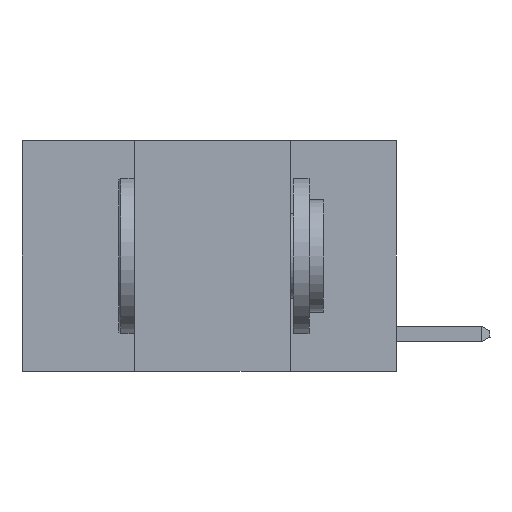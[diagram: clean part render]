
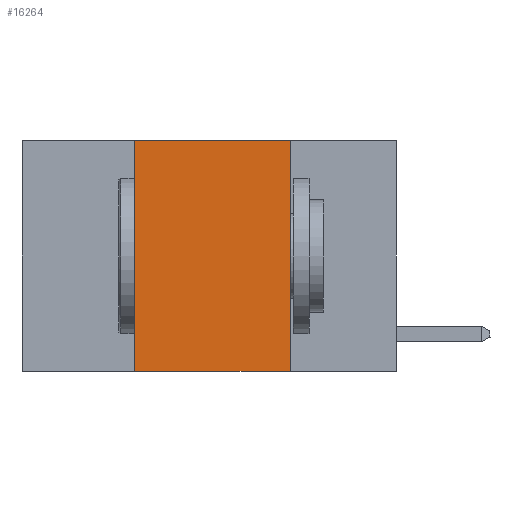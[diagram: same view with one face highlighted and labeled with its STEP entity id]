
A CAD part, left-side view. The second image highlights one B-rep face of the part: STEP entity #16264.
In plain terms, the highlighted planar face has unit normal (-1, 0, 0).
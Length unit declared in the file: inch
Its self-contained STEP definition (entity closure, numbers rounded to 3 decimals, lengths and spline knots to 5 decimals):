
#1181 = LINE ( 'NONE', #14433, #19039 ) ;
#1717 = EDGE_LOOP ( 'NONE', ( #5327, #19856, #2813, #4030 ) ) ;
#1982 = EDGE_CURVE ( 'NONE', #6167, #20394, #2846, .T. ) ;
#2813 = ORIENTED_EDGE ( 'NONE', *, *, #7353, .F. ) ;
#2846 = LINE ( 'NONE', #17867, #18408 ) ;
#2943 = FACE_OUTER_BOUND ( 'NONE', #1717, .T. ) ;
#4030 = ORIENTED_EDGE ( 'NONE', *, *, #26497, .T. ) ;
#4049 = VECTOR ( 'NONE', #4277, 39.37008 ) ;
#4277 = DIRECTION ( 'NONE',  ( 0., 0., 1. ) ) ;
#5327 = ORIENTED_EDGE ( 'NONE', *, *, #1982, .F. ) ;
#5824 = VERTEX_POINT ( 'NONE', #12981 ) ;
#6167 = VERTEX_POINT ( 'NONE', #11797 ) ;
#7233 = DIRECTION ( 'NONE',  ( 0., -1., 0. ) ) ;
#7353 = EDGE_CURVE ( 'NONE', #5824, #19357, #24223, .T. ) ;
#9637 = DIRECTION ( 'NONE',  ( 1., 0., 0. ) ) ;
#10387 = VECTOR ( 'NONE', #7233, 39.37008 ) ;
#10795 = AXIS2_PLACEMENT_3D ( 'NONE', #18664, #9637, #16504 ) ;
#11797 = CARTESIAN_POINT ( 'NONE',  ( 0., 0.17, 0. ) ) ;
#11942 = CARTESIAN_POINT ( 'NONE',  ( 0., 0.17, -0.37 ) ) ;
#12245 = DIRECTION ( 'NONE',  ( 0., -1., 0. ) ) ;
#12981 = CARTESIAN_POINT ( 'NONE',  ( 0., 0.42, -0.37 ) ) ;
#14305 = PLANE ( 'NONE',  #10795 ) ;
#14369 = LINE ( 'NONE', #22806, #10387 ) ;
#14433 = CARTESIAN_POINT ( 'NONE',  ( 0., 0.6, 0. ) ) ;
#16264 = ADVANCED_FACE ( 'NONE', ( #2943 ), #14305, .F. ) ;
#16504 = DIRECTION ( 'NONE',  ( 0., 0., -1. ) ) ;
#17867 = CARTESIAN_POINT ( 'NONE',  ( 0., 0.17, 0. ) ) ;
#18408 = VECTOR ( 'NONE', #24687, 39.37008 ) ;
#18664 = CARTESIAN_POINT ( 'NONE',  ( 0., 0.6, 0. ) ) ;
#19039 = VECTOR ( 'NONE', #12245, 39.37008 ) ;
#19357 = VERTEX_POINT ( 'NONE', #20614 ) ;
#19856 = ORIENTED_EDGE ( 'NONE', *, *, #23030, .F. ) ;
#20394 = VERTEX_POINT ( 'NONE', #11942 ) ;
#20614 = CARTESIAN_POINT ( 'NONE',  ( 0., 0.42, 0. ) ) ;
#22806 = CARTESIAN_POINT ( 'NONE',  ( 0., 0.6, -0.37 ) ) ;
#23030 = EDGE_CURVE ( 'NONE', #19357, #6167, #1181, .T. ) ;
#23802 = CARTESIAN_POINT ( 'NONE',  ( 0., 0.42, 0. ) ) ;
#24223 = LINE ( 'NONE', #23802, #4049 ) ;
#24687 = DIRECTION ( 'NONE',  ( 0., 0., -1. ) ) ;
#26497 = EDGE_CURVE ( 'NONE', #5824, #20394, #14369, .T. ) ;
